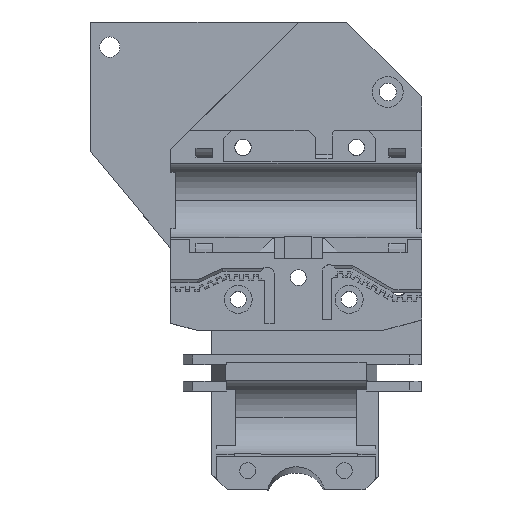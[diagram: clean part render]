
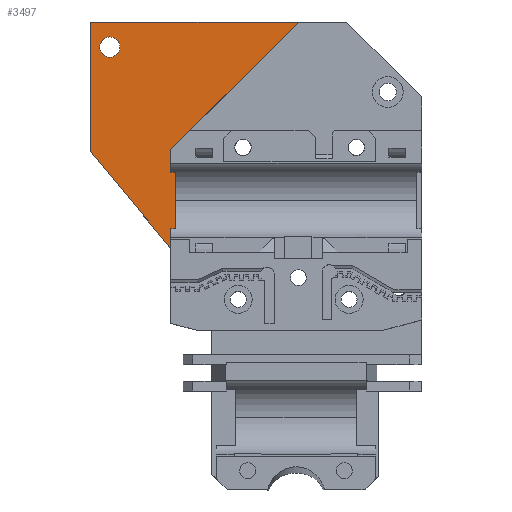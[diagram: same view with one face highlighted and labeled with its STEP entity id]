
A CAD part, top view. The second image highlights one B-rep face of the part: STEP entity #3497.
In plain terms, the highlighted planar face has unit normal (0, 0, 1).
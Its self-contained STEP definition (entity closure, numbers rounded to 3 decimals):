
#61 = VECTOR ( 'NONE', #5129, 1000. ) ;
#142 = CARTESIAN_POINT ( 'NONE',  ( -42.5, 55.5, 7. ) ) ;
#641 = CARTESIAN_POINT ( 'NONE',  ( -41.5, 33., 7. ) ) ;
#1022 = PLANE ( 'NONE',  #8048 ) ;
#1290 = EDGE_LOOP ( 'NONE', ( #10932, #2729 ) ) ;
#1434 = DIRECTION ( 'NONE',  ( -0.637, 0.771, 0. ) ) ;
#1437 = EDGE_CURVE ( 'NONE', #3294, #8540, #4815, .T. ) ;
#1525 = CARTESIAN_POINT ( 'NONE',  ( -42.5, 39.177, 7. ) ) ;
#1579 = VERTEX_POINT ( 'NONE', #7614 ) ;
#1687 = CARTESIAN_POINT ( 'NONE',  ( -38.5, 59.5, 7. ) ) ;
#1784 = CARTESIAN_POINT ( 'NONE',  ( -55.109, 76.814, 7. ) ) ;
#1820 = VERTEX_POINT ( 'NONE', #13919 ) ;
#1969 = FACE_OUTER_BOUND ( 'NONE', #4477, .T. ) ;
#2039 = DIRECTION ( 'NONE',  ( 1., 0., 0. ) ) ;
#2060 = CARTESIAN_POINT ( 'NONE',  ( -46.5, 50.823, 7. ) ) ;
#2472 = CARTESIAN_POINT ( 'NONE',  ( -75.462, 75., 7. ) ) ;
#2575 = ORIENTED_EDGE ( 'NONE', *, *, #11791, .F. ) ;
#2626 = VERTEX_POINT ( 'NONE', #4062 ) ;
#2729 = ORIENTED_EDGE ( 'NONE', *, *, #3819, .T. ) ;
#2753 = CARTESIAN_POINT ( 'NONE',  ( -59.109, 71.524, 7. ) ) ;
#2897 = DIRECTION ( 'NONE',  ( 1., 0., 0. ) ) ;
#2970 = ORIENTED_EDGE ( 'NONE', *, *, #1437, .T. ) ;
#3017 = DIRECTION ( 'NONE',  ( -0.707, -0.707, 0. ) ) ;
#3294 = VERTEX_POINT ( 'NONE', #13549 ) ;
#3497 = ADVANCED_FACE ( 'NONE', ( #11176, #1969 ), #1022, .T. ) ;
#3524 = CARTESIAN_POINT ( 'NONE',  ( -41.5, 39.177, 7. ) ) ;
#3564 = VERTEX_POINT ( 'NONE', #12135 ) ;
#3617 = DIRECTION ( 'NONE',  ( 1., 0., 0. ) ) ;
#3636 = DIRECTION ( 'NONE',  ( 0., -1., 0. ) ) ;
#3659 = VERTEX_POINT ( 'NONE', #13458 ) ;
#3776 = LINE ( 'NONE', #8073, #9936 ) ;
#3811 = ORIENTED_EDGE ( 'NONE', *, *, #7337, .F. ) ;
#3819 = EDGE_CURVE ( 'NONE', #3659, #2626, #10380, .T. ) ;
#4062 = CARTESIAN_POINT ( 'NONE',  ( -57.209, 76.814, 7. ) ) ;
#4271 = EDGE_CURVE ( 'NONE', #1820, #9581, #13329, .T. ) ;
#4404 = VECTOR ( 'NONE', #3636, 1000. ) ;
#4470 = EDGE_CURVE ( 'NONE', #10264, #3564, #13826, .T. ) ;
#4477 = EDGE_LOOP ( 'NONE', ( #2970, #2575, #14332, #12383, #7115, #5108, #6179, #3811, #12728 ) ) ;
#4494 = VERTEX_POINT ( 'NONE', #3524 ) ;
#4538 = CARTESIAN_POINT ( 'NONE',  ( -16., 82., 7. ) ) ;
#4550 = VECTOR ( 'NONE', #9863, 1000. ) ;
#4815 = LINE ( 'NONE', #2753, #4404 ) ;
#5108 = ORIENTED_EDGE ( 'NONE', *, *, #4271, .T. ) ;
#5129 = DIRECTION ( 'NONE',  ( 0., 1., 0. ) ) ;
#5167 = DIRECTION ( 'NONE',  ( 1., 0., 0. ) ) ;
#5255 = DIRECTION ( 'NONE',  ( 0., 0., -1. ) ) ;
#5446 = VECTOR ( 'NONE', #1434, 1000. ) ;
#6179 = ORIENTED_EDGE ( 'NONE', *, *, #6575, .F. ) ;
#6296 = LINE ( 'NONE', #8577, #12701 ) ;
#6348 = AXIS2_PLACEMENT_3D ( 'NONE', #7465, #5255, #2897 ) ;
#6419 = DIRECTION ( 'NONE',  ( 0., 0., -1. ) ) ;
#6575 = EDGE_CURVE ( 'NONE', #1579, #9581, #6296, .T. ) ;
#6806 = CARTESIAN_POINT ( 'NONE',  ( -42.5, 50.823, 7. ) ) ;
#6889 = DIRECTION ( 'NONE',  ( 1., 0., 0. ) ) ;
#6947 = EDGE_CURVE ( 'NONE', #2626, #3659, #7315, .T. ) ;
#7115 = ORIENTED_EDGE ( 'NONE', *, *, #12671, .T. ) ;
#7315 = CIRCLE ( 'NONE', #13194, 2.1 ) ;
#7337 = EDGE_CURVE ( 'NONE', #9131, #1579, #9790, .T. ) ;
#7465 = CARTESIAN_POINT ( 'NONE',  ( -55.109, 76.814, 7. ) ) ;
#7614 = CARTESIAN_POINT ( 'NONE',  ( -42.5, 55.5, 7. ) ) ;
#7787 = CARTESIAN_POINT ( 'NONE',  ( -41.5, 33., 7. ) ) ;
#8048 = AXIS2_PLACEMENT_3D ( 'NONE', #7787, #8818, #2039 ) ;
#8069 = LINE ( 'NONE', #2472, #5446 ) ;
#8073 = CARTESIAN_POINT ( 'NONE',  ( -46.5, 39.177, 7. ) ) ;
#8182 = LINE ( 'NONE', #13701, #9995 ) ;
#8478 = EDGE_CURVE ( 'NONE', #3294, #9131, #8182, .T. ) ;
#8540 = VERTEX_POINT ( 'NONE', #10682 ) ;
#8577 = CARTESIAN_POINT ( 'NONE',  ( -42.5, 55.5, 7. ) ) ;
#8818 = DIRECTION ( 'NONE',  ( 0., 0., 1. ) ) ;
#9131 = VERTEX_POINT ( 'NONE', #4538 ) ;
#9581 = VERTEX_POINT ( 'NONE', #6806 ) ;
#9790 = LINE ( 'NONE', #1687, #13543 ) ;
#9863 = DIRECTION ( 'NONE',  ( -1., 0., 0. ) ) ;
#9936 = VECTOR ( 'NONE', #6889, 1000. ) ;
#9995 = VECTOR ( 'NONE', #3617, 1000. ) ;
#10264 = VERTEX_POINT ( 'NONE', #1525 ) ;
#10364 = DIRECTION ( 'NONE',  ( 0., -1., 0. ) ) ;
#10380 = CIRCLE ( 'NONE', #6348, 2.1 ) ;
#10682 = CARTESIAN_POINT ( 'NONE',  ( -59.109, 55.205, 7. ) ) ;
#10728 = LINE ( 'NONE', #641, #61 ) ;
#10784 = DIRECTION ( 'NONE',  ( 0., -1., 0. ) ) ;
#10932 = ORIENTED_EDGE ( 'NONE', *, *, #6947, .T. ) ;
#11176 = FACE_BOUND ( 'NONE', #1290, .T. ) ;
#11791 = EDGE_CURVE ( 'NONE', #3564, #8540, #8069, .T. ) ;
#12135 = CARTESIAN_POINT ( 'NONE',  ( -42.5, 35.102, 7. ) ) ;
#12383 = ORIENTED_EDGE ( 'NONE', *, *, #12927, .T. ) ;
#12554 = VECTOR ( 'NONE', #10364, 1000. ) ;
#12671 = EDGE_CURVE ( 'NONE', #4494, #1820, #10728, .T. ) ;
#12701 = VECTOR ( 'NONE', #10784, 1000. ) ;
#12728 = ORIENTED_EDGE ( 'NONE', *, *, #8478, .F. ) ;
#12927 = EDGE_CURVE ( 'NONE', #10264, #4494, #3776, .T. ) ;
#13194 = AXIS2_PLACEMENT_3D ( 'NONE', #1784, #6419, #5167 ) ;
#13329 = LINE ( 'NONE', #2060, #4550 ) ;
#13458 = CARTESIAN_POINT ( 'NONE',  ( -53.009, 76.814, 7. ) ) ;
#13543 = VECTOR ( 'NONE', #3017, 1000. ) ;
#13549 = CARTESIAN_POINT ( 'NONE',  ( -59.109, 82., 7. ) ) ;
#13701 = CARTESIAN_POINT ( 'NONE',  ( -23., 82., 7. ) ) ;
#13826 = LINE ( 'NONE', #142, #12554 ) ;
#13919 = CARTESIAN_POINT ( 'NONE',  ( -41.5, 50.823, 7. ) ) ;
#14332 = ORIENTED_EDGE ( 'NONE', *, *, #4470, .F. ) ;
